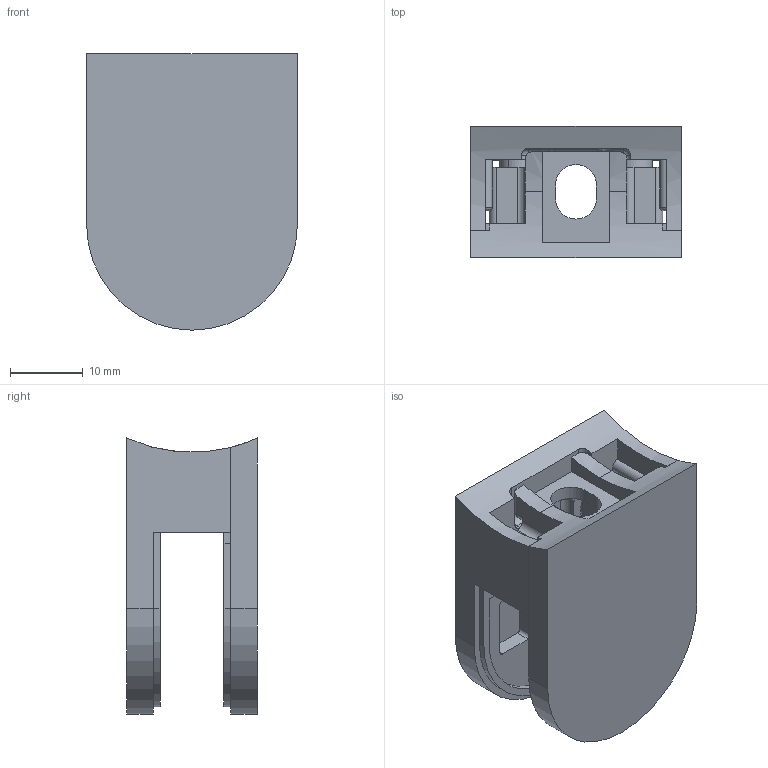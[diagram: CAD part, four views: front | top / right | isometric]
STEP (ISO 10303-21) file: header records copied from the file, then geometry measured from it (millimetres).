
FILE_DESCRIPTION (( 'STEP AP203' ), '1' );
FILE_NAME ('A_2800-042.STEP', '2020-10-19T06:59:07', ( '' ), ( '' ), 'SwSTEP 2.0', 'SolidWorks 2019', '' );
FILE_SCHEMA (( 'CONFIG_CONTROL_DESIGN' ));
Length unit declared in the file: millimetre
Products named in the file (4): Skrutka DIN 7991_Skrutka M 5x12; A_2800-042.P1; A_2800-042; A_2800-042.P2
Assembly tree (4 placements, depth 2):
  A_2800-042
    A_2800-042.P2
    A_2800-042.P1
    Skrutka DIN 7991_Skrutka M 5x12  x2
Bounding box: 29 x 18 x 38.01 mm (x, y, z)
Volume: 8613.1 mm3; surface area: 8040.9 mm2
Topology: 4 solids, 4 shells, 238 faces, 616 edges, 388 vertices
Faces by surface type: plane 112, cylinder 98, cone 16, sphere 8, torus 4
Entity records: 7188 total; most frequent: DIRECTION 1224, CARTESIAN_POINT 1190, ORIENTED_EDGE 1132, EDGE_CURVE 566, AXIS2_PLACEMENT_3D 434, VERTEX_POINT 364, LINE 356, VECTOR 356
